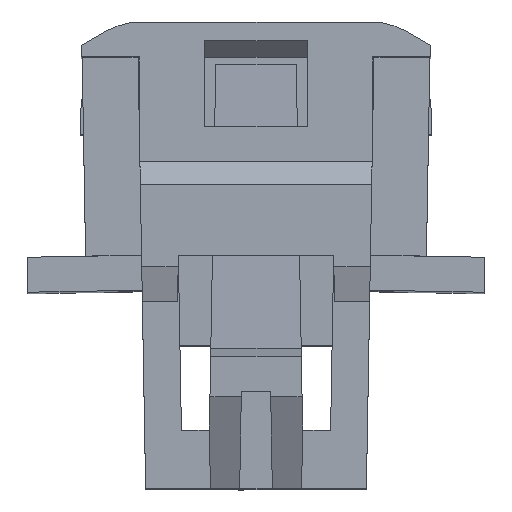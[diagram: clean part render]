
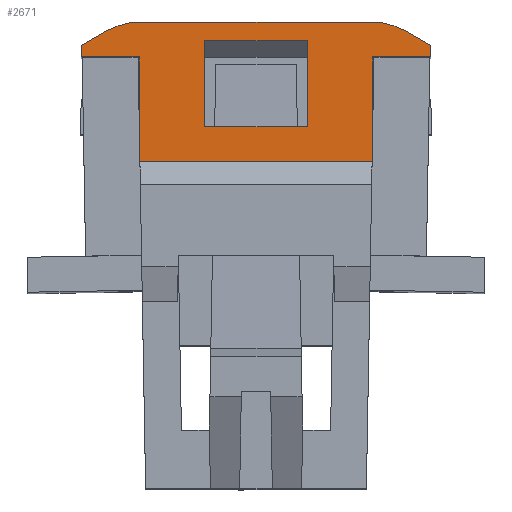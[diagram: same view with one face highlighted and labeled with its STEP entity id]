
A CAD part, top view. The second image highlights one B-rep face of the part: STEP entity #2671.
In plain terms, the highlighted planar face has unit normal (0, 0, 1).
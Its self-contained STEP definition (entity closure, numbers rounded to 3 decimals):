
#8 = DIRECTION ( 'NONE',  ( 0., 1., 0. ) ) ;
#17 = LINE ( 'NONE', #5937, #2585 ) ;
#40 = CARTESIAN_POINT ( 'NONE',  ( 7.5, 4.5, 22.5 ) ) ;
#52 = LINE ( 'NONE', #5410, #8246 ) ;
#70 = VECTOR ( 'NONE', #8126, 1000. ) ;
#202 = VECTOR ( 'NONE', #7549, 1000. ) ;
#359 = CARTESIAN_POINT ( 'NONE',  ( -2.2, 5.2, 22.5 ) ) ;
#466 = CARTESIAN_POINT ( 'NONE',  ( 2.2, 0., 22.5 ) ) ;
#485 = VECTOR ( 'NONE', #6328, 1000. ) ;
#507 = EDGE_CURVE ( 'NONE', #7976, #6662, #17, .T. ) ;
#553 = CARTESIAN_POINT ( 'NONE',  ( 5., 6.062, 22.5 ) ) ;
#587 = ORIENTED_EDGE ( 'NONE', *, *, #3371, .T. ) ;
#694 = LINE ( 'NONE', #40, #2720 ) ;
#749 = ORIENTED_EDGE ( 'NONE', *, *, #4282, .F. ) ;
#804 = ORIENTED_EDGE ( 'NONE', *, *, #7685, .T. ) ;
#855 = DIRECTION ( 'NONE',  ( -1., 0., 0. ) ) ;
#864 = DIRECTION ( 'NONE',  ( 0.052, 0.999, 0. ) ) ;
#909 = CARTESIAN_POINT ( 'NONE',  ( 6.437, 5.598, 22.5 ) ) ;
#934 = LINE ( 'NONE', #5630, #202 ) ;
#996 = CARTESIAN_POINT ( 'NONE',  ( -7.5, 4.5, 22.5 ) ) ;
#1010 = ORIENTED_EDGE ( 'NONE', *, *, #4008, .F. ) ;
#1019 = EDGE_CURVE ( 'NONE', #8535, #1246, #3292, .T. ) ;
#1062 = VERTEX_POINT ( 'NONE', #8616 ) ;
#1120 = AXIS2_PLACEMENT_3D ( 'NONE', #6656, #6607, #6743 ) ;
#1246 = VERTEX_POINT ( 'NONE', #4028 ) ;
#1338 = EDGE_CURVE ( 'NONE', #5031, #1988, #934, .T. ) ;
#1403 = CIRCLE ( 'NONE', #3940, 3. ) ;
#1504 = CARTESIAN_POINT ( 'NONE',  ( -7.5, 4.5, 22.5 ) ) ;
#1541 = VECTOR ( 'NONE', #8115, 1000. ) ;
#1678 = CARTESIAN_POINT ( 'NONE',  ( 0., 0., 22.5 ) ) ;
#1733 = VECTOR ( 'NONE', #864, 1000. ) ;
#1863 = DIRECTION ( 'NONE',  ( -1., 0., 0. ) ) ;
#1904 = DIRECTION ( 'NONE',  ( 0., -1., 0. ) ) ;
#1975 = VERTEX_POINT ( 'NONE', #5602 ) ;
#1988 = VERTEX_POINT ( 'NONE', #909 ) ;
#2192 = CARTESIAN_POINT ( 'NONE',  ( -2.2, 1.5, 22.5 ) ) ;
#2215 = DIRECTION ( 'NONE',  ( 0., 0., -1. ) ) ;
#2301 = CARTESIAN_POINT ( 'NONE',  ( 7.474, 4.999, 22.5 ) ) ;
#2303 = VECTOR ( 'NONE', #7121, 1000. ) ;
#2351 = CARTESIAN_POINT ( 'NONE',  ( 5., 0., 22.5 ) ) ;
#2542 = AXIS2_PLACEMENT_3D ( 'NONE', #1678, #2215, #1863 ) ;
#2585 = VECTOR ( 'NONE', #8031, 1000. ) ;
#2671 = ADVANCED_FACE ( 'NONE', ( #6972, #4861 ), #7683, .F. ) ;
#2720 = VECTOR ( 'NONE', #5400, 1000. ) ;
#2733 = ORIENTED_EDGE ( 'NONE', *, *, #8061, .T. ) ;
#2788 = ORIENTED_EDGE ( 'NONE', *, *, #1019, .T. ) ;
#2793 = LINE ( 'NONE', #1504, #1541 ) ;
#2838 = CARTESIAN_POINT ( 'NONE',  ( 7.5, 4.5, 22.5 ) ) ;
#2852 = DIRECTION ( 'NONE',  ( 1., 0., 0. ) ) ;
#2865 = CARTESIAN_POINT ( 'NONE',  ( 5., 4.5, 22.5 ) ) ;
#2991 = VERTEX_POINT ( 'NONE', #8237 ) ;
#3164 = EDGE_CURVE ( 'NONE', #6766, #1975, #2793, .T. ) ;
#3190 = CARTESIAN_POINT ( 'NONE',  ( -4.937, 6., 22.5 ) ) ;
#3231 = CARTESIAN_POINT ( 'NONE',  ( -5., 6.062, 22.5 ) ) ;
#3259 = VERTEX_POINT ( 'NONE', #6936 ) ;
#3292 = LINE ( 'NONE', #466, #5654 ) ;
#3297 = VECTOR ( 'NONE', #2852, 1000. ) ;
#3333 = LINE ( 'NONE', #2838, #3858 ) ;
#3371 = EDGE_CURVE ( 'NONE', #6766, #1062, #4671, .T. ) ;
#3683 = LINE ( 'NONE', #996, #1733 ) ;
#3858 = VECTOR ( 'NONE', #6024, 1000. ) ;
#3940 = AXIS2_PLACEMENT_3D ( 'NONE', #4943, #8252, #855 ) ;
#3984 = EDGE_CURVE ( 'NONE', #7830, #5800, #694, .T. ) ;
#4008 = EDGE_CURVE ( 'NONE', #2991, #1246, #7614, .T. ) ;
#4028 = CARTESIAN_POINT ( 'NONE',  ( 2.2, 1.5, 22.5 ) ) ;
#4033 = EDGE_CURVE ( 'NONE', #1975, #5087, #3683, .T. ) ;
#4115 = LINE ( 'NONE', #6737, #70 ) ;
#4161 = CARTESIAN_POINT ( 'NONE',  ( 2.2, 5.2, 22.5 ) ) ;
#4195 = EDGE_CURVE ( 'NONE', #7830, #5194, #5131, .T. ) ;
#4282 = EDGE_CURVE ( 'NONE', #5087, #3259, #4115, .T. ) ;
#4338 = DIRECTION ( 'NONE',  ( -1., 0., 0. ) ) ;
#4342 = EDGE_LOOP ( 'NONE', ( #4583, #587, #5637, #4576, #8599, #7925, #7503, #4741, #7740, #2733, #749, #6809 ) ) ;
#4347 = VECTOR ( 'NONE', #4338, 1000. ) ;
#4422 = VECTOR ( 'NONE', #1904, 1000. ) ;
#4431 = LINE ( 'NONE', #7698, #4347 ) ;
#4448 = EDGE_CURVE ( 'NONE', #1062, #5194, #8348, .T. ) ;
#4530 = CARTESIAN_POINT ( 'NONE',  ( -5., 4.5, 22.5 ) ) ;
#4576 = ORIENTED_EDGE ( 'NONE', *, *, #4195, .F. ) ;
#4583 = ORIENTED_EDGE ( 'NONE', *, *, #3164, .F. ) ;
#4671 = LINE ( 'NONE', #3231, #4422 ) ;
#4741 = ORIENTED_EDGE ( 'NONE', *, *, #8643, .T. ) ;
#4861 = FACE_BOUND ( 'NONE', #7891, .T. ) ;
#4943 = CARTESIAN_POINT ( 'NONE',  ( 4.937, 3., 22.5 ) ) ;
#5031 = VERTEX_POINT ( 'NONE', #2301 ) ;
#5087 = VERTEX_POINT ( 'NONE', #8245 ) ;
#5112 = CARTESIAN_POINT ( 'NONE',  ( 5., 0., 22.5 ) ) ;
#5131 = LINE ( 'NONE', #553, #2303 ) ;
#5194 = VERTEX_POINT ( 'NONE', #5112 ) ;
#5195 = CIRCLE ( 'NONE', #1120, 3. ) ;
#5400 = DIRECTION ( 'NONE',  ( 1., 0., 0. ) ) ;
#5410 = CARTESIAN_POINT ( 'NONE',  ( -2.2, 0., 22.5 ) ) ;
#5602 = CARTESIAN_POINT ( 'NONE',  ( -7.5, 4.5, 22.5 ) ) ;
#5630 = CARTESIAN_POINT ( 'NONE',  ( 5.741, 6., 22.5 ) ) ;
#5637 = ORIENTED_EDGE ( 'NONE', *, *, #4448, .T. ) ;
#5654 = VECTOR ( 'NONE', #6597, 1000. ) ;
#5800 = VERTEX_POINT ( 'NONE', #7312 ) ;
#5937 = CARTESIAN_POINT ( 'NONE',  ( -5., 6., 22.5 ) ) ;
#6024 = DIRECTION ( 'NONE',  ( -0.052, 0.999, 0. ) ) ;
#6328 = DIRECTION ( 'NONE',  ( 1., 0., 0. ) ) ;
#6445 = ORIENTED_EDGE ( 'NONE', *, *, #8357, .F. ) ;
#6520 = EDGE_CURVE ( 'NONE', #5800, #5031, #3333, .T. ) ;
#6597 = DIRECTION ( 'NONE',  ( 0., -1., 0. ) ) ;
#6607 = DIRECTION ( 'NONE',  ( 0., 0., 1. ) ) ;
#6656 = CARTESIAN_POINT ( 'NONE',  ( -4.937, 3., 22.5 ) ) ;
#6662 = VERTEX_POINT ( 'NONE', #3190 ) ;
#6737 = CARTESIAN_POINT ( 'NONE',  ( -5.741, 6., 22.5 ) ) ;
#6743 = DIRECTION ( 'NONE',  ( -1., 0., 0. ) ) ;
#6766 = VERTEX_POINT ( 'NONE', #4530 ) ;
#6809 = ORIENTED_EDGE ( 'NONE', *, *, #4033, .F. ) ;
#6936 = CARTESIAN_POINT ( 'NONE',  ( -6.437, 5.598, 22.5 ) ) ;
#6972 = FACE_OUTER_BOUND ( 'NONE', #4342, .T. ) ;
#7121 = DIRECTION ( 'NONE',  ( 0., -1., 0. ) ) ;
#7312 = CARTESIAN_POINT ( 'NONE',  ( 7.5, 4.5, 22.5 ) ) ;
#7503 = ORIENTED_EDGE ( 'NONE', *, *, #1338, .T. ) ;
#7549 = DIRECTION ( 'NONE',  ( -0.866, 0.5, 0. ) ) ;
#7614 = LINE ( 'NONE', #2192, #3297 ) ;
#7683 = PLANE ( 'NONE',  #2542 ) ;
#7685 = EDGE_CURVE ( 'NONE', #2991, #7960, #52, .T. ) ;
#7698 = CARTESIAN_POINT ( 'NONE',  ( 0., 5.2, 22.5 ) ) ;
#7740 = ORIENTED_EDGE ( 'NONE', *, *, #507, .T. ) ;
#7757 = CARTESIAN_POINT ( 'NONE',  ( 4.937, 6., 22.5 ) ) ;
#7830 = VERTEX_POINT ( 'NONE', #2865 ) ;
#7891 = EDGE_LOOP ( 'NONE', ( #2788, #1010, #804, #6445 ) ) ;
#7925 = ORIENTED_EDGE ( 'NONE', *, *, #6520, .T. ) ;
#7960 = VERTEX_POINT ( 'NONE', #359 ) ;
#7976 = VERTEX_POINT ( 'NONE', #7757 ) ;
#8031 = DIRECTION ( 'NONE',  ( -1., 0., 0. ) ) ;
#8061 = EDGE_CURVE ( 'NONE', #6662, #3259, #5195, .T. ) ;
#8115 = DIRECTION ( 'NONE',  ( -1., 0., 0. ) ) ;
#8126 = DIRECTION ( 'NONE',  ( 0.866, 0.5, 0. ) ) ;
#8237 = CARTESIAN_POINT ( 'NONE',  ( -2.2, 1.5, 22.5 ) ) ;
#8245 = CARTESIAN_POINT ( 'NONE',  ( -7.474, 4.999, 22.5 ) ) ;
#8246 = VECTOR ( 'NONE', #8, 1000. ) ;
#8252 = DIRECTION ( 'NONE',  ( 0., 0., 1. ) ) ;
#8348 = LINE ( 'NONE', #2351, #485 ) ;
#8357 = EDGE_CURVE ( 'NONE', #8535, #7960, #4431, .T. ) ;
#8535 = VERTEX_POINT ( 'NONE', #4161 ) ;
#8599 = ORIENTED_EDGE ( 'NONE', *, *, #3984, .T. ) ;
#8616 = CARTESIAN_POINT ( 'NONE',  ( -5., 0., 22.5 ) ) ;
#8643 = EDGE_CURVE ( 'NONE', #1988, #7976, #1403, .T. ) ;
